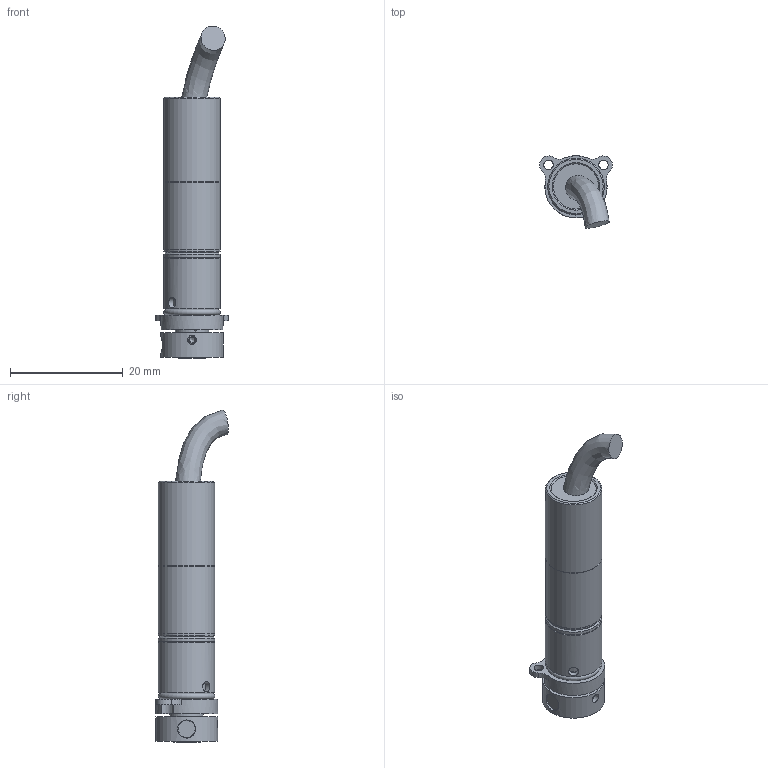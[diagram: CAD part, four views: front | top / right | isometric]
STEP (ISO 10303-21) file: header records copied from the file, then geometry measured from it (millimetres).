
FILE_DESCRIPTION(/* description */ (''),/* implementation_level */ '2;1');
FILE_NAME(/* name */ 'model_product_id58.stp',/* time_stamp */ '2016-07-21T13:31:20+02:00',/* author */ ('SD'),/* organization */ ('Micromotion GmbH Germany'),/* preprocessor_version */ 'ST-DEVELOPER v16.1',/* originating_system */ 'Autodesk Inventor 2016',/* authorisation */ '');
FILE_SCHEMA (('AUTOMOTIVE_DESIGN { 1 0 10303 214 3 1 1 }'));
Length unit declared in the file: millimetre
Products named in the file (1): MPG-10-40-S-SPM0037_Shrinkwrap_1
Bounding box: 12.9 x 12.91 x 58.76 mm (x, y, z)
Volume: 3782.1 mm3; surface area: 2621.6 mm2
Topology: 2 solids, 9 shells, 138 faces, 308 edges, 200 vertices
Faces by surface type: cylinder 63, plane 52, cone 18, torus 3, bspline 2
Full cylindrical faces by diameter (mm): 0.8 x1, 1 x8, 1.567 x2, 1.7 x2, 1.8 x1, 2.3 x1, 3 x2, 3.2 x1, 5 x2, 5.6 x1, 7.4 x1, 8 x1, 9 x1, 9.1 x1, 9.95 x1, 10 x4, 11 x1
Entity records: 4610 total; most frequent: CARTESIAN_POINT 1679, DIRECTION 568, ORIENTED_EDGE 456, AXIS2_PLACEMENT_3D 256, EDGE_CURVE 228, EDGE_LOOP 227, VERTEX_POINT 173, FACE_OUTER_BOUND 137
